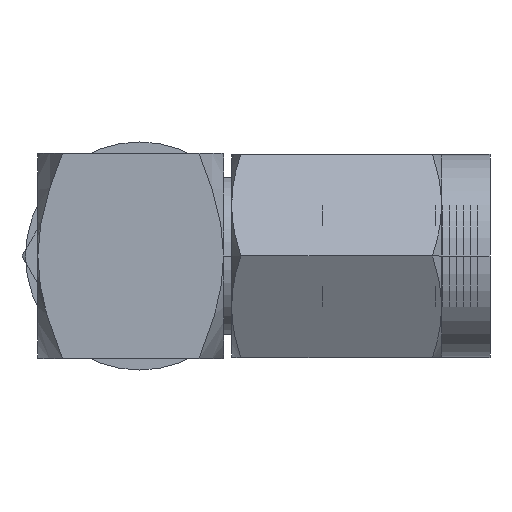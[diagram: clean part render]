
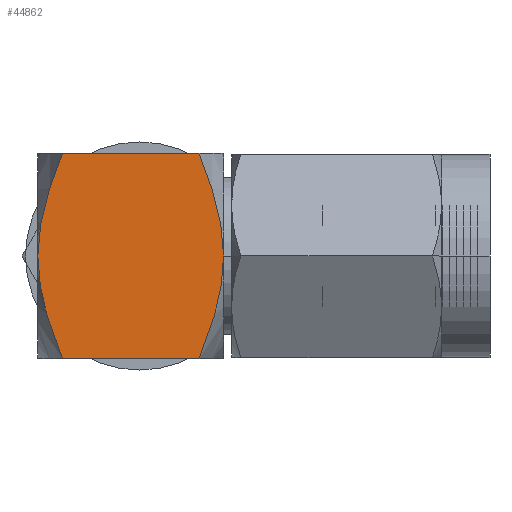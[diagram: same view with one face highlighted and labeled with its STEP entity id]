
A CAD part, left-side view. The second image highlights one B-rep face of the part: STEP entity #44862.
In plain terms, the highlighted face is planar.
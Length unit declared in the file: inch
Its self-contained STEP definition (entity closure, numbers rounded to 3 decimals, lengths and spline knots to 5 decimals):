
#313 = EDGE_CURVE ( 'NONE', #102984, #59517, #36760, .T. ) ;
#1838 = PLANE ( 'NONE',  #58681 ) ;
#2725 = CARTESIAN_POINT ( 'NONE',  ( -0.09199, 0.10615, -0.12635 ) ) ;
#3281 = B_SPLINE_CURVE_WITH_KNOTS ( 'NONE', 3,
 ( #50979, #2725, #27345, #86117, #9846, #35051 ),
 .UNSPECIFIED., .F., .F.,
 ( 4, 2, 4 ),
 ( 0.00834, 0.01, 0.01165 ),
 .UNSPECIFIED. ) ;
#8323 = CARTESIAN_POINT ( 'NONE',  ( 0.11396, -0.01087, -0.12635 ) ) ;
#8957 = FACE_OUTER_BOUND ( 'NONE', #38626, .T. ) ;
#9846 = CARTESIAN_POINT ( 'NONE',  ( -0.11396, 0.02192, -0.12635 ) ) ;
#11247 = DIRECTION ( 'NONE',  ( -1., 0., 0. ) ) ;
#13820 = CARTESIAN_POINT ( 'NONE',  ( -0.08375, 0.12635, -0.12635 ) ) ;
#15441 = EDGE_CURVE ( 'NONE', #75819, #75081, #88841, .T. ) ;
#23441 = CARTESIAN_POINT ( 'NONE',  ( -0.11396, 0.12635, -0.12635 ) ) ;
#23911 = CARTESIAN_POINT ( 'NONE',  ( -0.09198, -0.10618, -0.12635 ) ) ;
#25387 = DIRECTION ( 'NONE',  ( 0., 0., 1. ) ) ;
#27345 = CARTESIAN_POINT ( 'NONE',  ( -0.09953, 0.0854, -0.12635 ) ) ;
#29634 = CARTESIAN_POINT ( 'NONE',  ( 0.11056, 0.04331, -0.12635 ) ) ;
#30817 = CARTESIAN_POINT ( 'NONE',  ( 0.09948, -0.08556, -0.12635 ) ) ;
#31894 = CARTESIAN_POINT ( 'NONE',  ( 0.11312, -0.0219, -0.12635 ) ) ;
#32445 = CARTESIAN_POINT ( 'NONE',  ( 0.08375, -0.12635, -0.12635 ) ) ;
#35051 = CARTESIAN_POINT ( 'NONE',  ( -0.11396, 0., -0.12635 ) ) ;
#35138 = VERTEX_POINT ( 'NONE', #74855 ) ;
#36760 = B_SPLINE_CURVE_WITH_KNOTS ( 'NONE', 3,
 ( #90913, #46993, #65092, #99181, #81070, #40363, #23911, #82150 ),
 .UNSPECIFIED., .F., .F.,
 ( 4, 2, 2, 4 ),
 ( 0.01165, 0.01248, 0.0133, 0.01494 ),
 .UNSPECIFIED. ) ;
#37294 = CARTESIAN_POINT ( 'NONE',  ( 0.11396, 0.02192, -0.12635 ) ) ;
#38626 = EDGE_LOOP ( 'NONE', ( #61226, #48494, #91026, #84510, #89185, #69327 ) ) ;
#39574 = CARTESIAN_POINT ( 'NONE',  ( 0.09198, -0.10618, -0.12635 ) ) ;
#40363 = CARTESIAN_POINT ( 'NONE',  ( -0.09948, -0.08556, -0.12635 ) ) ;
#41745 = CARTESIAN_POINT ( 'NONE',  ( 0.10775, -0.05405, -0.12635 ) ) ;
#43599 = LINE ( 'NONE', #52937, #50053 ) ;
#44862 = ADVANCED_FACE ( 'NONE', ( #8957 ), #1838, .F. ) ;
#46533 = DIRECTION ( 'NONE',  ( -1., 0., 0. ) ) ;
#46993 = CARTESIAN_POINT ( 'NONE',  ( -0.11396, -0.01087, -0.12635 ) ) ;
#48176 = EDGE_CURVE ( 'NONE', #80726, #59517, #43599, .T. ) ;
#48494 = ORIENTED_EDGE ( 'NONE', *, *, #107970, .T. ) ;
#50053 = VECTOR ( 'NONE', #11247, 39.37008 ) ;
#50636 = DIRECTION ( 'NONE',  ( 1., 0., 0. ) ) ;
#50979 = CARTESIAN_POINT ( 'NONE',  ( -0.08375, 0.12635, -0.12635 ) ) ;
#52937 = CARTESIAN_POINT ( 'NONE',  ( -0.11396, -0.12635, -0.12635 ) ) ;
#56625 = CARTESIAN_POINT ( 'NONE',  ( 0.11001, -0.04344, -0.12635 ) ) ;
#58681 = AXIS2_PLACEMENT_3D ( 'NONE', #84160, #25387, #50636 ) ;
#59517 = VERTEX_POINT ( 'NONE', #66433 ) ;
#61226 = ORIENTED_EDGE ( 'NONE', *, *, #15441, .F. ) ;
#62090 = B_SPLINE_CURVE_WITH_KNOTS ( 'NONE', 3,
 ( #79629, #104893, #86758, #29634, #37294, #103263 ),
 .UNSPECIFIED., .F., .F.,
 ( 4, 2, 4 ),
 ( 0.00834, 0.01, 0.01165 ),
 .UNSPECIFIED. ) ;
#65092 = CARTESIAN_POINT ( 'NONE',  ( -0.11312, -0.0219, -0.12635 ) ) ;
#66110 = CARTESIAN_POINT ( 'NONE',  ( -0.11396, 0., -0.12635 ) ) ;
#66433 = CARTESIAN_POINT ( 'NONE',  ( -0.08375, -0.12635, -0.12635 ) ) ;
#69327 = ORIENTED_EDGE ( 'NONE', *, *, #79977, .F. ) ;
#73812 = CARTESIAN_POINT ( 'NONE',  ( 0.08375, -0.12635, -0.12635 ) ) ;
#74855 = CARTESIAN_POINT ( 'NONE',  ( 0.11396, 0., -0.12635 ) ) ;
#75081 = VERTEX_POINT ( 'NONE', #13820 ) ;
#75819 = VERTEX_POINT ( 'NONE', #83377 ) ;
#76709 = B_SPLINE_CURVE_WITH_KNOTS ( 'NONE', 3,
 ( #83523, #8323, #31894, #56625, #41745, #30817, #39574, #32445 ),
 .UNSPECIFIED., .F., .F.,
 ( 4, 2, 2, 4 ),
 ( 0.01165, 0.01248, 0.0133, 0.01494 ),
 .UNSPECIFIED. ) ;
#79629 = CARTESIAN_POINT ( 'NONE',  ( 0.08375, 0.12635, -0.12635 ) ) ;
#79977 = EDGE_CURVE ( 'NONE', #75081, #102984, #3281, .T. ) ;
#80726 = VERTEX_POINT ( 'NONE', #73812 ) ;
#81070 = CARTESIAN_POINT ( 'NONE',  ( -0.10775, -0.05405, -0.12635 ) ) ;
#82150 = CARTESIAN_POINT ( 'NONE',  ( -0.08375, -0.12635, -0.12635 ) ) ;
#83377 = CARTESIAN_POINT ( 'NONE',  ( 0.08375, 0.12635, -0.12635 ) ) ;
#83523 = CARTESIAN_POINT ( 'NONE',  ( 0.11396, 0., -0.12635 ) ) ;
#84160 = CARTESIAN_POINT ( 'NONE',  ( -0.11396, 0.12635, -0.12635 ) ) ;
#84510 = ORIENTED_EDGE ( 'NONE', *, *, #48176, .T. ) ;
#85072 = VECTOR ( 'NONE', #46533, 39.37008 ) ;
#86117 = CARTESIAN_POINT ( 'NONE',  ( -0.11056, 0.04331, -0.12635 ) ) ;
#86758 = CARTESIAN_POINT ( 'NONE',  ( 0.09953, 0.0854, -0.12635 ) ) ;
#88841 = LINE ( 'NONE', #23441, #85072 ) ;
#89185 = ORIENTED_EDGE ( 'NONE', *, *, #313, .F. ) ;
#90913 = CARTESIAN_POINT ( 'NONE',  ( -0.11396, 0., -0.12635 ) ) ;
#91026 = ORIENTED_EDGE ( 'NONE', *, *, #97328, .T. ) ;
#97328 = EDGE_CURVE ( 'NONE', #35138, #80726, #76709, .T. ) ;
#99181 = CARTESIAN_POINT ( 'NONE',  ( -0.11001, -0.04344, -0.12635 ) ) ;
#102984 = VERTEX_POINT ( 'NONE', #66110 ) ;
#103263 = CARTESIAN_POINT ( 'NONE',  ( 0.11396, 0., -0.12635 ) ) ;
#104893 = CARTESIAN_POINT ( 'NONE',  ( 0.09199, 0.10615, -0.12635 ) ) ;
#107970 = EDGE_CURVE ( 'NONE', #75819, #35138, #62090, .T. ) ;
